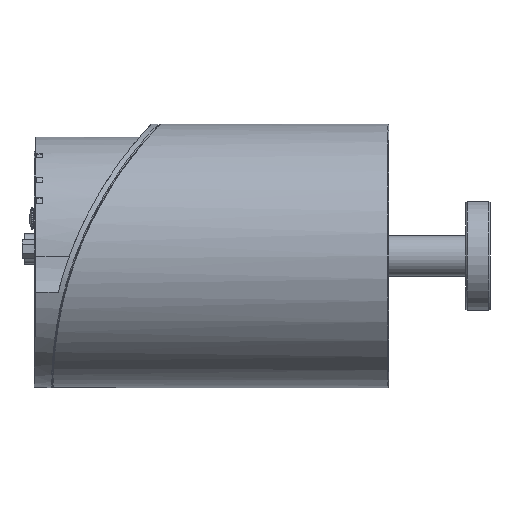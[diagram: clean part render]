
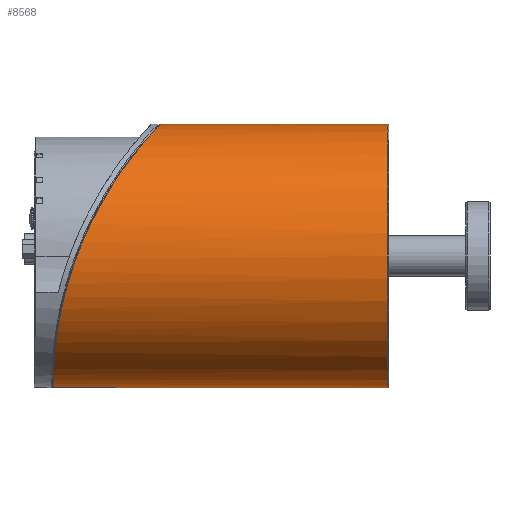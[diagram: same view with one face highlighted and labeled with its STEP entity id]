
A CAD part, left-side view. The second image highlights one B-rep face of the part: STEP entity #8568.
In plain terms, the highlighted cylindrical face has radius 41 mm (diameter 82 mm), a full revolution.
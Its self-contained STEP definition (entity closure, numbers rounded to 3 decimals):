
#145=FACE_BOUND('',#1604,.T.);
#334=CYLINDRICAL_SURFACE('',#9274,41.);
#1018=FACE_OUTER_BOUND('',#1603,.T.);
#1603=EDGE_LOOP('',(#6503));
#1604=EDGE_LOOP('',(#6504));
#2126=CIRCLE('',#9273,41.);
#3607=B_SPLINE_CURVE_WITH_KNOTS('',3,(#14632,#14633,#14634,#14635,#14636,
#14637,#14638,#14639,#14640,#14641,#14642,#14643,#14644,#14645,#14646,#14647,
#14648,#14649,#14650,#14651,#14652,#14653,#14654,#14655,#14656,#14657,#14658,
#14659,#14660,#14661,#14662,#14663,#14664,#14665),.UNSPECIFIED.,.T.,.F.,
(4,1,1,1,1,1,1,1,1,1,1,1,1,1,1,1,1,1,1,1,1,1,1,1,1,1,1,1,1,1,1,4),(-26.603,
-26.128,-25.653,-25.178,-24.703,
-23.753,-22.803,-22.169,-21.536,
-20.269,-19.636,-19.002,-17.735,
-16.469,-15.202,-13.935,-12.668,
-11.401,-10.135,-8.868,-7.601,
-6.967,-6.334,-5.067,-4.434,
-3.8,-2.85,-1.9,-1.425,
-0.95,-0.475,0.),
 .UNSPECIFIED.);
#3969=VERTEX_POINT('',#14628);
#3970=VERTEX_POINT('',#14631);
#4898=EDGE_CURVE('',#3969,#3969,#2126,.T.);
#4899=EDGE_CURVE('',#3970,#3970,#3607,.T.);
#6503=ORIENTED_EDGE('',*,*,#4899,.F.);
#6504=ORIENTED_EDGE('',*,*,#4898,.F.);
#8568=ADVANCED_FACE('',(#1018,#145),#334,.T.);
#9273=AXIS2_PLACEMENT_3D('',#14629,#10807,#10808);
#9274=AXIS2_PLACEMENT_3D('',#14630,#10809,#10810);
#10807=DIRECTION('center_axis',(0.,-1.,0.));
#10808=DIRECTION('ref_axis',(-1.,0.,0.));
#10809=DIRECTION('center_axis',(0.,-1.,0.));
#10810=DIRECTION('ref_axis',(-1.,0.,0.));
#14628=CARTESIAN_POINT('',(41.,-68.6,0.));
#14629=CARTESIAN_POINT('Origin',(0.,-68.6,
0.));
#14630=CARTESIAN_POINT('Origin',(0.,40.8,
0.));
#14631=CARTESIAN_POINT('',(0.,2.167,41.));
#14632=CARTESIAN_POINT('Ctrl Pts',(0.,2.167,
41.));
#14633=CARTESIAN_POINT('Ctrl Pts',(1.056,2.167,41.));
#14634=CARTESIAN_POINT('Ctrl Pts',(3.187,2.247,40.918));
#14635=CARTESIAN_POINT('Ctrl Pts',(6.597,2.632,40.522));
#14636=CARTESIAN_POINT('Ctrl Pts',(10.654,3.442,39.679));
#14637=CARTESIAN_POINT('Ctrl Pts',(16.678,5.294,37.695));
#14638=CARTESIAN_POINT('Ctrl Pts',(23.855,8.718,33.825));
#14639=CARTESIAN_POINT('Ctrl Pts',(30.337,13.255,27.976));
#14640=CARTESIAN_POINT('Ctrl Pts',(34.786,17.282,22.001));
#14641=CARTESIAN_POINT('Ctrl Pts',(38.589,21.583,14.817));
#14642=CARTESIAN_POINT('Ctrl Pts',(40.685,25.327,7.252));
#14643=CARTESIAN_POINT('Ctrl Pts',(41.144,28.484,-0.697));
#14644=CARTESIAN_POINT('Ctrl Pts',(40.4,31.22,-8.866));
#14645=CARTESIAN_POINT('Ctrl Pts',(37.12,33.67,-18.921));
#14646=CARTESIAN_POINT('Ctrl Pts',(29.505,35.13,-29.441));
#14647=CARTESIAN_POINT('Ctrl Pts',(18.939,35.573,-37.133));
#14648=CARTESIAN_POINT('Ctrl Pts',(6.527,35.598,-41.167));
#14649=CARTESIAN_POINT('Ctrl Pts',(-6.528,35.598,-41.167));
#14650=CARTESIAN_POINT('Ctrl Pts',(-18.938,35.573,-37.133));
#14651=CARTESIAN_POINT('Ctrl Pts',(-29.507,35.13,-29.44));
#14652=CARTESIAN_POINT('Ctrl Pts',(-37.118,33.67,-18.923));
#14653=CARTESIAN_POINT('Ctrl Pts',(-40.401,31.221,-8.866));
#14654=CARTESIAN_POINT('Ctrl Pts',(-41.144,28.484,-0.697));
#14655=CARTESIAN_POINT('Ctrl Pts',(-40.685,25.327,7.252));
#14656=CARTESIAN_POINT('Ctrl Pts',(-38.588,21.583,14.817));
#14657=CARTESIAN_POINT('Ctrl Pts',(-34.786,17.282,22.001));
#14658=CARTESIAN_POINT('Ctrl Pts',(-30.337,13.255,27.976));
#14659=CARTESIAN_POINT('Ctrl Pts',(-23.855,8.718,33.825));
#14660=CARTESIAN_POINT('Ctrl Pts',(-16.678,5.294,37.695));
#14661=CARTESIAN_POINT('Ctrl Pts',(-10.654,3.442,39.679));
#14662=CARTESIAN_POINT('Ctrl Pts',(-6.597,2.632,40.522));
#14663=CARTESIAN_POINT('Ctrl Pts',(-3.187,2.247,40.918));
#14664=CARTESIAN_POINT('Ctrl Pts',(-1.056,2.167,41.));
#14665=CARTESIAN_POINT('Ctrl Pts',(0.,2.167,
41.));
